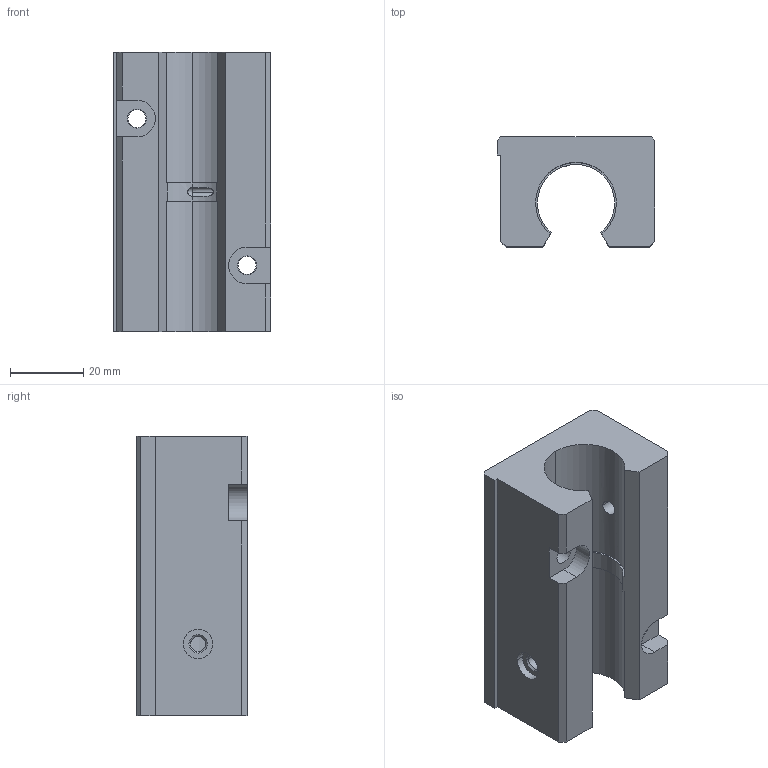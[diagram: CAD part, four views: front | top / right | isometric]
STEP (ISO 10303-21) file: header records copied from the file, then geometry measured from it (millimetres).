
FILE_DESCRIPTION( ( '' ), '1' );
FILE_NAME( 'tag_op_12_2_03.stp', '2008-04-10T05:51:35', ( '' ), ( '' ), ' ', ' ', ' ' );
FILE_SCHEMA( ( 'CONFIG_CONTROL_DESIGN' ) );
Length unit declared in the file: millimetre
Products named in the file (1): 1
Bounding box: 43 x 30 x 76 mm (x, y, z)
Volume: 61805.2 mm3; surface area: 17393.2 mm2
Topology: 1 solids, 1 shells, 69 faces, 177 edges, 114 vertices
Faces by surface type: plane 30, cylinder 28, cone 10, sphere 1
Entity records: 2378 total; most frequent: CARTESIAN_POINT 592, DIRECTION 372, ORIENTED_EDGE 354, EDGE_CURVE 177, AXIS2_PLACEMENT_3D 132, VERTEX_POINT 114, LINE 108, VECTOR 108
